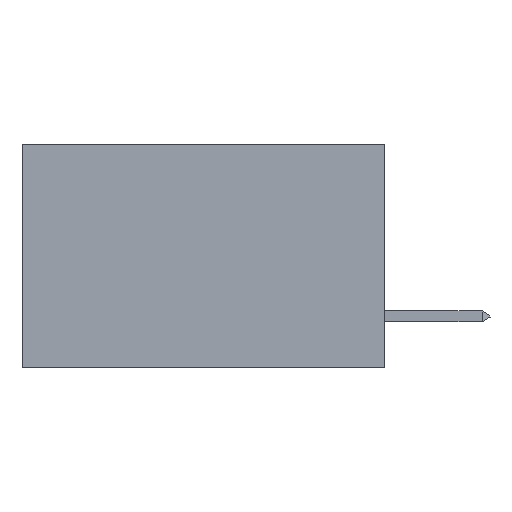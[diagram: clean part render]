
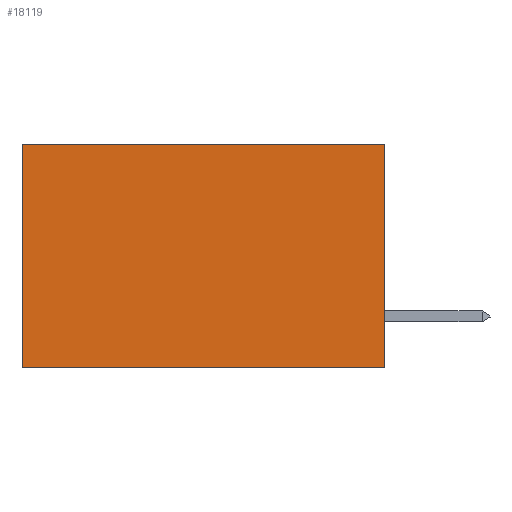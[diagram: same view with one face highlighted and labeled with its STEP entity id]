
A CAD part, left-side view. The second image highlights one B-rep face of the part: STEP entity #18119.
In plain terms, the highlighted planar face has unit normal (-1, 0, 0).
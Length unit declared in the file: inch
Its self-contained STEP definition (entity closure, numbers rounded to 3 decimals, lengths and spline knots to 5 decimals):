
#609 = CARTESIAN_POINT ( 'NONE',  ( 0.2875, 0., 0. ) ) ;
#1512 = EDGE_CURVE ( 'NONE', #7496, #21305, #22143, .T. ) ;
#1759 = CARTESIAN_POINT ( 'NONE',  ( 0.2875, 0., 0. ) ) ;
#1997 = DIRECTION ( 'NONE',  ( 0., 0., -1. ) ) ;
#2726 = VECTOR ( 'NONE', #17719, 39.37008 ) ;
#4936 = EDGE_CURVE ( 'NONE', #17822, #20387, #12980, .T. ) ;
#5574 = ORIENTED_EDGE ( 'NONE', *, *, #9515, .T. ) ;
#5780 = CARTESIAN_POINT ( 'NONE',  ( 0.2875, 0., 0. ) ) ;
#6312 = DIRECTION ( 'NONE',  ( 0., 0., -1. ) ) ;
#7300 = AXIS2_PLACEMENT_3D ( 'NONE', #1759, #20770, #1997 ) ;
#7496 = VERTEX_POINT ( 'NONE', #22097 ) ;
#7540 = EDGE_LOOP ( 'NONE', ( #9393, #17025, #9545, #5574 ) ) ;
#7678 = CARTESIAN_POINT ( 'NONE',  ( 0.2875, 0.6, 0. ) ) ;
#7743 = CARTESIAN_POINT ( 'NONE',  ( 0.2875, 0.6, -0.37 ) ) ;
#8867 = PLANE ( 'NONE',  #7300 ) ;
#9393 = ORIENTED_EDGE ( 'NONE', *, *, #1512, .T. ) ;
#9515 = EDGE_CURVE ( 'NONE', #17822, #7496, #17518, .T. ) ;
#9545 = ORIENTED_EDGE ( 'NONE', *, *, #4936, .F. ) ;
#9732 = EDGE_CURVE ( 'NONE', #20387, #21305, #19347, .T. ) ;
#9992 = FACE_OUTER_BOUND ( 'NONE', #7540, .T. ) ;
#11364 = VECTOR ( 'NONE', #12724, 39.37008 ) ;
#12724 = DIRECTION ( 'NONE',  ( 0., 1., 0. ) ) ;
#12932 = CARTESIAN_POINT ( 'NONE',  ( 0.2875, 0., -0.37 ) ) ;
#12980 = LINE ( 'NONE', #609, #2726 ) ;
#13345 = VECTOR ( 'NONE', #6312, 39.37008 ) ;
#16086 = DIRECTION ( 'NONE',  ( 0., 1., 0. ) ) ;
#17025 = ORIENTED_EDGE ( 'NONE', *, *, #9732, .F. ) ;
#17062 = CARTESIAN_POINT ( 'NONE',  ( 0.2875, 0., 0. ) ) ;
#17518 = LINE ( 'NONE', #5780, #11364 ) ;
#17719 = DIRECTION ( 'NONE',  ( 0., 0., -1. ) ) ;
#17822 = VERTEX_POINT ( 'NONE', #17062 ) ;
#18119 = ADVANCED_FACE ( 'NONE', ( #9992 ), #8867, .F. ) ;
#18917 = CARTESIAN_POINT ( 'NONE',  ( 0.2875, 0., -0.37 ) ) ;
#19347 = LINE ( 'NONE', #12932, #20930 ) ;
#20387 = VERTEX_POINT ( 'NONE', #18917 ) ;
#20770 = DIRECTION ( 'NONE',  ( 1., 0., 0. ) ) ;
#20930 = VECTOR ( 'NONE', #16086, 39.37008 ) ;
#21305 = VERTEX_POINT ( 'NONE', #7743 ) ;
#22097 = CARTESIAN_POINT ( 'NONE',  ( 0.2875, 0.6, 0. ) ) ;
#22143 = LINE ( 'NONE', #7678, #13345 ) ;
